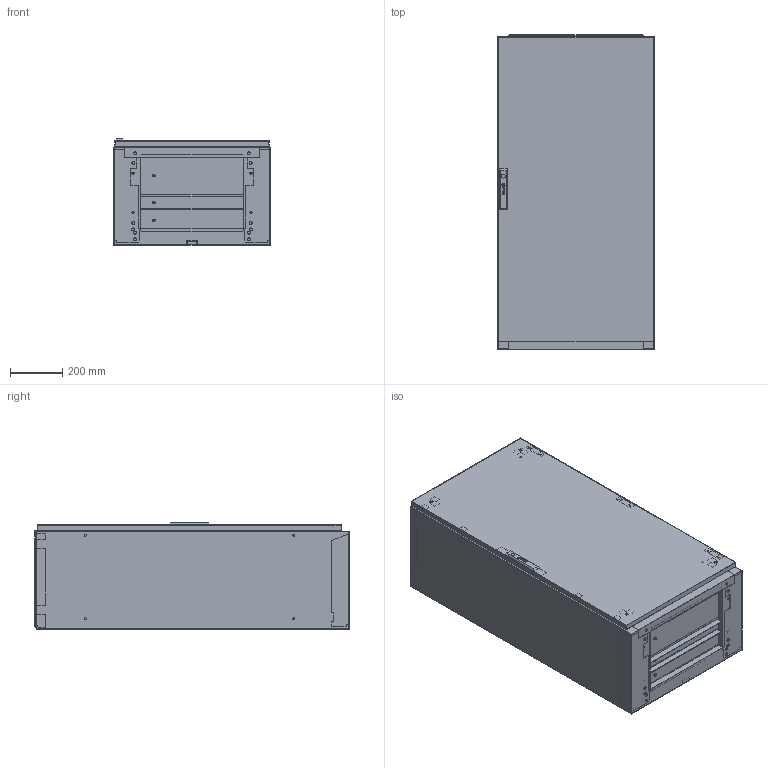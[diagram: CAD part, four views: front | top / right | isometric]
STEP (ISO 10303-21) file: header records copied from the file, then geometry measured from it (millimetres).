
FILE_DESCRIPTION (( 'STEP AP214' ), '1' );
FILE_NAME ('0390-6012-40-17.STEP', '2014-12-03T10:50:44', ( '' ), ( '' ), 'SwSTEP 2.0', 'SolidWorks 2014', '' );
FILE_SCHEMA (( 'AUTOMOTIVE_DESIGN' ));
Length unit declared in the file: millimetre
Products named in the file (19): Tragschiene oben rechts (Modell) T400; Montageplatte kpl 0348 (Modell) B600H1200; Arretierwinkel kpl rechts (Modell) 600; Arretierwinkel kpl links (Modell) 600; Rasthalterung kpl rechts (Modell) 600; Rasthalterung kpl links (Modell) 600; Montageplatte 0348 (Modell) B600H1200; Tragschiene oben links (Modell) T400; Dachwinkel vorn-hinten (Modell) B600; Tragschiene unten links (Modell) T400; Dachplatte 0390 (Modell) B600T400; Bodenblech vorn-hinten (Modell) B600; Tuere 0395 (Modell) B600H1200; Bodenplatte hinten 0395 f黵 0390 (Modell) B600; Tragschiene unten rechts (Modell) T400; Abwicklung kpl (Modell) B600H1200T400; Bodenplatte mitte 0395 f黵 0390 (Modell) B600; 0390-6012-40-17; Bodenplatte vorne 0395 f黵 0390 (Modell) B600
Assembly tree (18 placements, depth 3):
  0390-6012-40-17
    Abwicklung kpl (Modell) B600H1200T400
    Tragschiene unten rechts (Modell) T400
    Tuere 0395 (Modell) B600H1200
    Bodenblech vorn-hinten (Modell) B600
    Dachplatte 0390 (Modell) B600T400
    Tragschiene unten links (Modell) T400
    Dachwinkel vorn-hinten (Modell) B600
    Tragschiene oben links (Modell) T400
    Montageplatte kpl 0348 (Modell) B600H1200
      Montageplatte 0348 (Modell) B600H1200
      Rasthalterung kpl links (Modell) 600
      Rasthalterung kpl rechts (Modell) 600
      Arretierwinkel kpl links (Modell) 600
      Arretierwinkel kpl rechts (Modell) 600
    Tragschiene oben rechts (Modell) T400
    Bodenplatte vorne 0395 f黵 0390 (Modell) B600
    Bodenplatte mitte 0395 f黵 0390 (Modell) B600
    Bodenplatte hinten 0395 f黵 0390 (Modell) B600
Bounding box: 600 x 1206.5 x 407.5 mm (x, y, z)
Volume: 8615878.5 mm3; surface area: 9119570.3 mm2
Topology: 31 solids, 31 shells, 2345 faces, 6228 edges, 4121 vertices
Faces by surface type: plane 1279, cylinder 1012, cone 54
Entity records: 92551 total; most frequent: DIRECTION 12992, CARTESIAN_POINT 12965, ORIENTED_EDGE 12456, EDGE_CURVE 6228, AXIS2_PLACEMENT_3D 4460, VERTEX_POINT 4121, VECTOR 4072, LINE 4072
